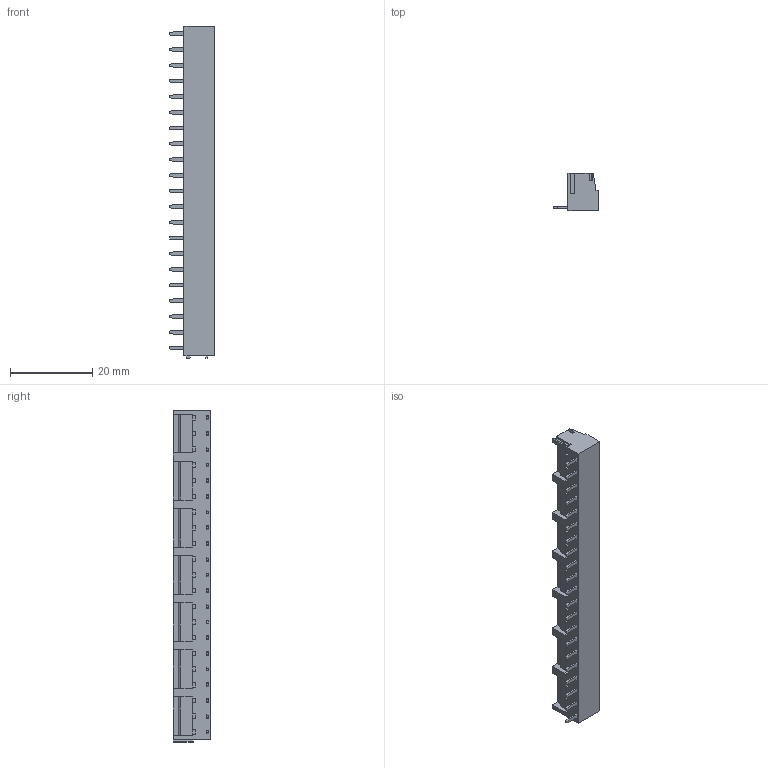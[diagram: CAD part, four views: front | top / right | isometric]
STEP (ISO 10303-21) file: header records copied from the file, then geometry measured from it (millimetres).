
FILE_DESCRIPTION((''),'2;1');
FILE_NAME('TL004R','2025-04-06T',('sj'),(''),'PRO/ENGINEER BY PARAMETRIC TECHNOLOGY CORPORATION, 2013240','PRO/ENGINEER BY PARAMETRIC TECHNOLOGY CORPORATION, 2013240','');
FILE_SCHEMA(('AUTOMOTIVE_DESIGN_CC2 { 1 2 10303 214 -1 1 5 2 }'));
Length unit declared in the file: millimetre
Products named in the file (1): TL004R
Bounding box: 10.9 x 9 x 80.56 mm (x, y, z)
Volume: 4302 mm3; surface area: 3827.3 mm2
Topology: 1 solids, 1 shells, 893 faces, 2190 edges, 1362 vertices
Faces by surface type: plane 584, cylinder 183, cone 126
Entity records: 25844 total; most frequent: DIRECTION 4468, CARTESIAN_POINT 4445, ORIENTED_EDGE 4380, EDGE_CURVE 2190, VECTOR 1698, LINE 1698, AXIS2_PLACEMENT_3D 1385, VERTEX_POINT 1362
